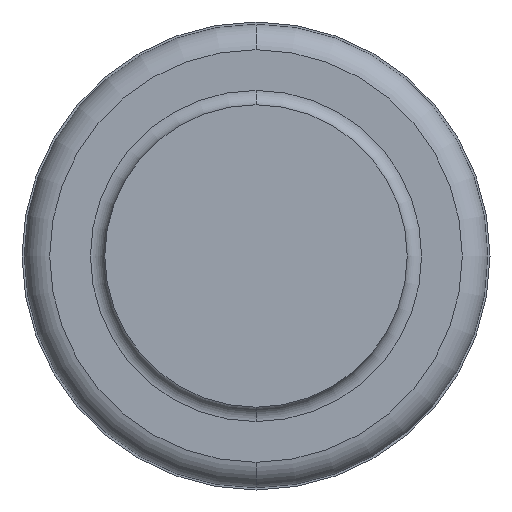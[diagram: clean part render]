
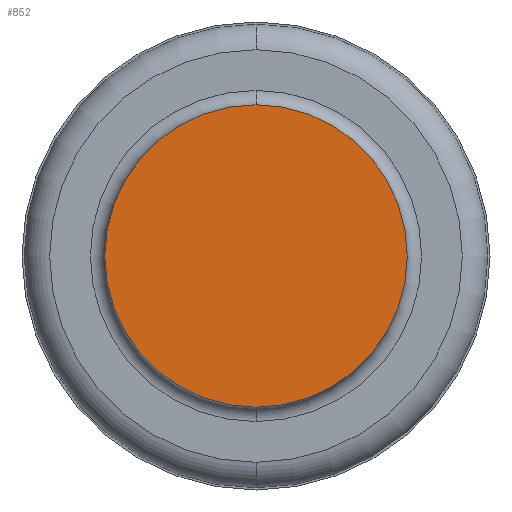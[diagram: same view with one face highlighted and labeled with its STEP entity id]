
A CAD part, front view. The second image highlights one B-rep face of the part: STEP entity #852.
In plain terms, the highlighted planar face has unit normal (0, -1, 0).
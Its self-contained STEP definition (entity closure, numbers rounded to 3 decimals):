
#31 = DIRECTION ( 'NONE',  ( 0., -1., 0. ) ) ;
#47 = CARTESIAN_POINT ( 'NONE',  ( 0., 0., 0. ) ) ;
#55 = DIRECTION ( 'NONE',  ( 0., -1., 0. ) ) ;
#177 = CARTESIAN_POINT ( 'NONE',  ( 0., 0., 0. ) ) ;
#324 = ORIENTED_EDGE ( 'NONE', *, *, #641, .T. ) ;
#435 = CARTESIAN_POINT ( 'NONE',  ( 0., 0., 21. ) ) ;
#476 = CIRCLE ( 'NONE', #1400, 21. ) ;
#641 = EDGE_CURVE ( 'NONE', #840, #922, #1472, .T. ) ;
#668 = DIRECTION ( 'NONE',  ( 0., -1., 0. ) ) ;
#679 = CARTESIAN_POINT ( 'NONE',  ( 0., 0., 0. ) ) ;
#778 = AXIS2_PLACEMENT_3D ( 'NONE', #679, #668, #1185 ) ;
#840 = VERTEX_POINT ( 'NONE', #1277 ) ;
#852 = ADVANCED_FACE ( 'NONE', ( #1179 ), #1170, .T. ) ;
#922 = VERTEX_POINT ( 'NONE', #435 ) ;
#1170 = PLANE ( 'NONE',  #1637 ) ;
#1179 = FACE_OUTER_BOUND ( 'NONE', #1290, .T. ) ;
#1185 = DIRECTION ( 'NONE',  ( 0., 0., -1. ) ) ;
#1277 = CARTESIAN_POINT ( 'NONE',  ( 0., 0., -21. ) ) ;
#1288 = EDGE_CURVE ( 'NONE', #922, #840, #476, .T. ) ;
#1290 = EDGE_LOOP ( 'NONE', ( #324, #1617 ) ) ;
#1350 = DIRECTION ( 'NONE',  ( 0., 0., -1. ) ) ;
#1400 = AXIS2_PLACEMENT_3D ( 'NONE', #177, #55, #1350 ) ;
#1439 = DIRECTION ( 'NONE',  ( 0., 0., -1. ) ) ;
#1472 = CIRCLE ( 'NONE', #778, 21. ) ;
#1617 = ORIENTED_EDGE ( 'NONE', *, *, #1288, .T. ) ;
#1637 = AXIS2_PLACEMENT_3D ( 'NONE', #47, #31, #1439 ) ;
